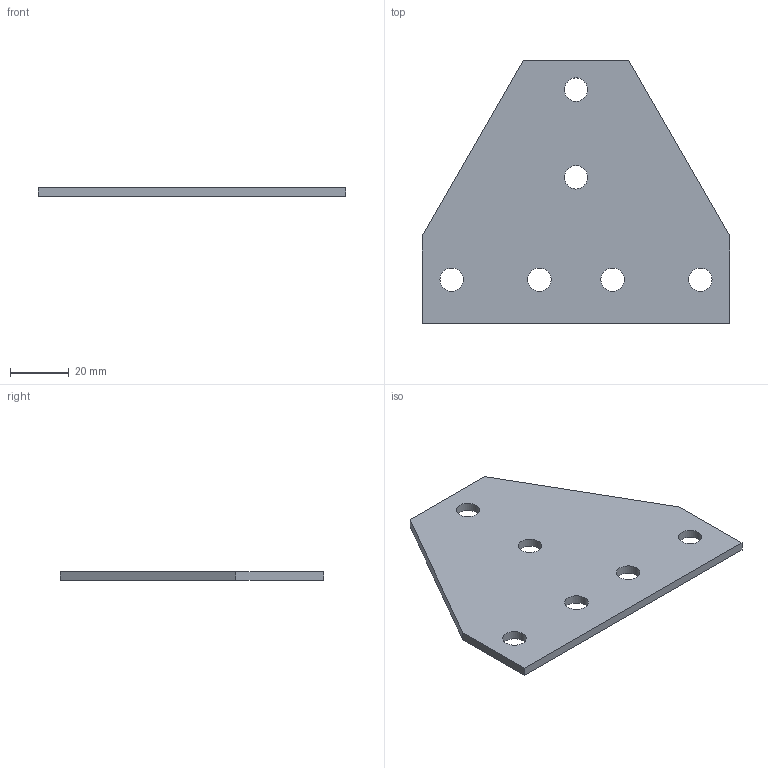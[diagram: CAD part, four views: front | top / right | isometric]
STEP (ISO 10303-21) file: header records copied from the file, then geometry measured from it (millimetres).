
FILE_DESCRIPTION( ( '' ), ' ' );
FILE_NAME( '56c1b09ce4b0720a62b1218e.step', '2016-02-15T11:03:57', ( '' ), ( '' ), ' ', ' ', ' ' );
FILE_SCHEMA( ( 'AUTOMOTIVE_DESIGN { 1 0 10303 214 1 1 1 1 }' ) );
Length unit declared in the file: metre
Products named in the file (1): Part 1
Bounding box: 105 x 90 x 3 mm (x, y, z)
Volume: 21235.2 mm3; surface area: 15627.5 mm2
Topology: 1 solids, 1 shells, 14 faces, 36 edges, 24 vertices
Faces by surface type: plane 8, cylinder 6
Full cylindrical faces by diameter (mm): 8 x6
Entity records: 554 total; most frequent: DIRECTION 72, CARTESIAN_POINT 69, ORIENTED_EDGE 60, EDGE_LOOP 32, EDGE_CURVE 30, AXIS2_PLACEMENT_3D 27, VERTEX_POINT 24, FACE_OUTER_BOUND 20
